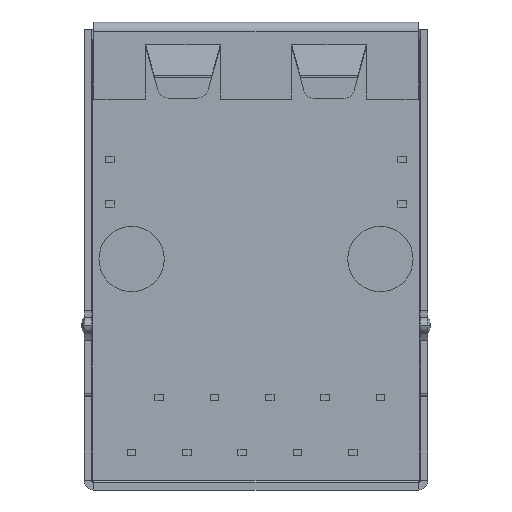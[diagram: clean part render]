
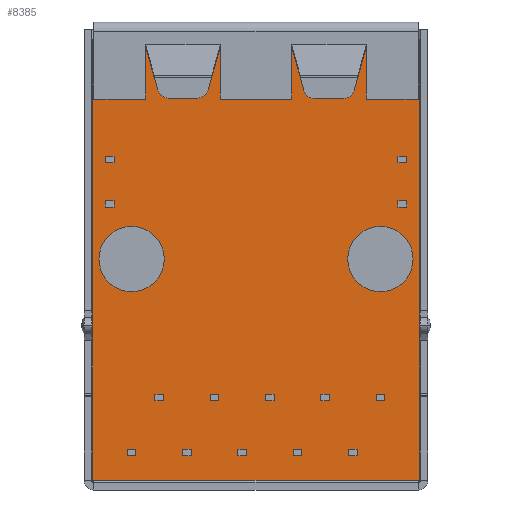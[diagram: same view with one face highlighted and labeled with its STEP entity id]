
A CAD part, front view. The second image highlights one B-rep face of the part: STEP entity #8385.
In plain terms, the highlighted planar face has unit normal (0, -1, 0).
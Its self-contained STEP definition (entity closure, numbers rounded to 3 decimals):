
#329 = CARTESIAN_POINT ( 'NONE',  ( 7.5, -0.001, -10.125 ) ) ;
#341 = CARTESIAN_POINT ( 'NONE',  ( 7.5, -0.001, 10.125 ) ) ;
#555 = ORIENTED_EDGE ( 'NONE', *, *, #14315, .T. ) ;
#836 = VECTOR ( 'NONE', #14633, 1000. ) ;
#982 = CARTESIAN_POINT ( 'NONE',  ( 7.5, -0.001, 10.125 ) ) ;
#1267 = DIRECTION ( 'NONE',  ( -1., 0., 0. ) ) ;
#1814 = EDGE_CURVE ( 'NONE', #10469, #11629, #9848, .T. ) ;
#1910 = VECTOR ( 'NONE', #1267, 1000. ) ;
#2119 = DIRECTION ( 'NONE',  ( 0., 0., 1. ) ) ;
#2619 = DIRECTION ( 'NONE',  ( 0., 0., -1. ) ) ;
#2748 = DIRECTION ( 'NONE',  ( 0., 0., -1. ) ) ;
#3205 = PLANE ( 'NONE',  #7067 ) ;
#3531 = FACE_OUTER_BOUND ( 'NONE', #5753, .T. ) ;
#5531 = LINE ( 'NONE', #341, #10807 ) ;
#5753 = EDGE_LOOP ( 'NONE', ( #555, #14207, #11459, #12387 ) ) ;
#7067 = AXIS2_PLACEMENT_3D ( 'NONE', #982, #8907, #2119 ) ;
#7379 = VECTOR ( 'NONE', #2748, 1000. ) ;
#7849 = CARTESIAN_POINT ( 'NONE',  ( 7.5, -0.001, 10.125 ) ) ;
#8385 = ADVANCED_FACE ( 'NONE', ( #3531 ), #3205, .F. ) ;
#8907 = DIRECTION ( 'NONE',  ( 0., 1., 0. ) ) ;
#8940 = EDGE_CURVE ( 'NONE', #13490, #14601, #10920, .T. ) ;
#9164 = CARTESIAN_POINT ( 'NONE',  ( 7.5, -0.001, -10.125 ) ) ;
#9446 = CARTESIAN_POINT ( 'NONE',  ( -7.5, -0.001, 10.125 ) ) ;
#9848 = LINE ( 'NONE', #7849, #836 ) ;
#10286 = EDGE_CURVE ( 'NONE', #10469, #13490, #5531, .T. ) ;
#10370 = LINE ( 'NONE', #9446, #7379 ) ;
#10469 = VERTEX_POINT ( 'NONE', #14245 ) ;
#10807 = VECTOR ( 'NONE', #2619, 1000. ) ;
#10920 = LINE ( 'NONE', #9164, #1910 ) ;
#11459 = ORIENTED_EDGE ( 'NONE', *, *, #10286, .F. ) ;
#11629 = VERTEX_POINT ( 'NONE', #12109 ) ;
#12109 = CARTESIAN_POINT ( 'NONE',  ( -7.5, -0.001, 10.125 ) ) ;
#12387 = ORIENTED_EDGE ( 'NONE', *, *, #1814, .T. ) ;
#13490 = VERTEX_POINT ( 'NONE', #329 ) ;
#14207 = ORIENTED_EDGE ( 'NONE', *, *, #8940, .F. ) ;
#14245 = CARTESIAN_POINT ( 'NONE',  ( 7.5, -0.001, 10.125 ) ) ;
#14315 = EDGE_CURVE ( 'NONE', #11629, #14601, #10370, .T. ) ;
#14464 = CARTESIAN_POINT ( 'NONE',  ( -7.5, -0.001, -10.125 ) ) ;
#14601 = VERTEX_POINT ( 'NONE', #14464 ) ;
#14633 = DIRECTION ( 'NONE',  ( -1., 0., 0. ) ) ;
